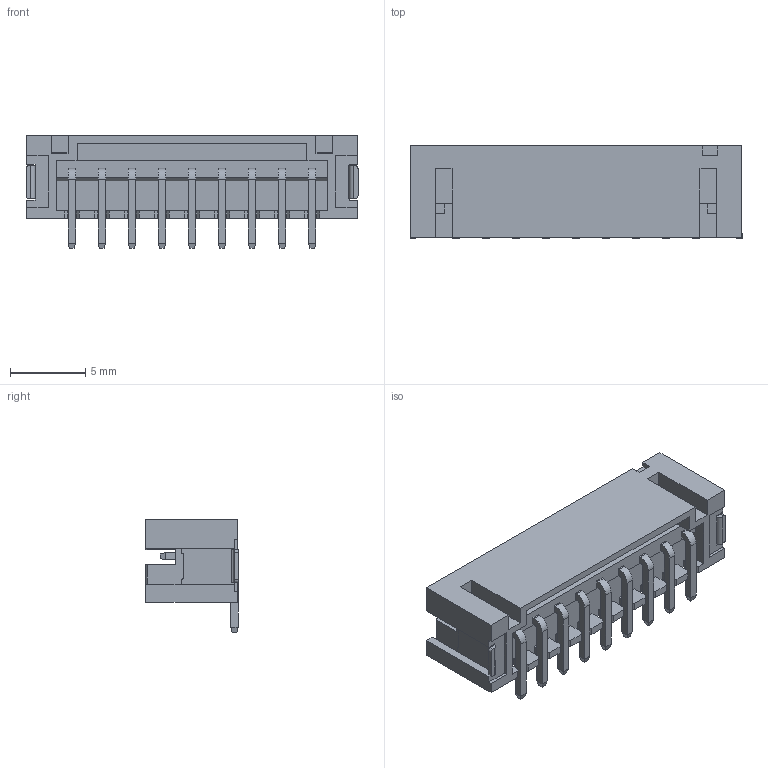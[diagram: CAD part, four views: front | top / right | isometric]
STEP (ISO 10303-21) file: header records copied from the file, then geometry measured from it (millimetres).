
FILE_DESCRIPTION((''),'2;1');
FILE_NAME('FWF20003-S02S24W5M','2025-01-21T',('工程三'),(''),'PRO/ENGINEER BY PARAMETRIC TECHNOLOGY CORPORATION, 2010280','PRO/ENGINEER BY PARAMETRIC TECHNOLOGY CORPORATION, 2010280','');
FILE_SCHEMA(('CONFIG_CONTROL_DESIGN'));
Length unit declared in the file: millimetre
Products named in the file (1): FWF20003-S02S24W5M
Bounding box: 22.09 x 6.15 x 7.5 mm (x, y, z)
Volume: 301.5 mm3; surface area: 1055.8 mm2
Topology: 1 solids, 1 shells, 461 faces, 1245 edges, 800 vertices
Faces by surface type: plane 427, cylinder 34
Entity records: 14153 total; most frequent: CARTESIAN_POINT 2506, ORIENTED_EDGE 2490, DIRECTION 2235, EDGE_CURVE 1245, VECTOR 1177, LINE 1177, VERTEX_POINT 800, AXIS2_PLACEMENT_3D 529
